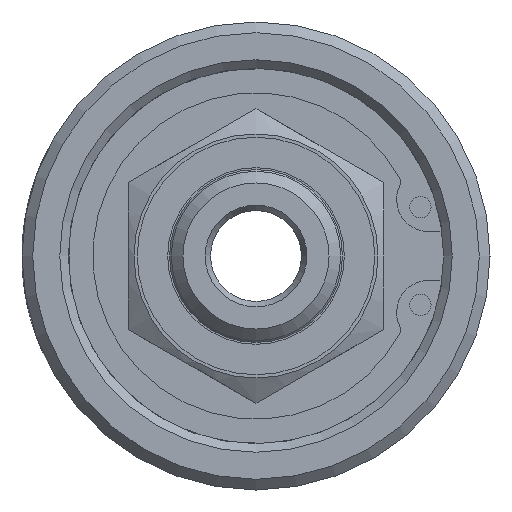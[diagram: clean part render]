
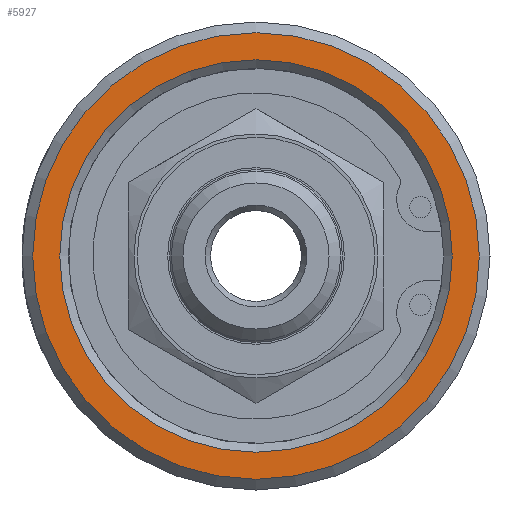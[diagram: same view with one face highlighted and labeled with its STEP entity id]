
A CAD part, left-side view. The second image highlights one B-rep face of the part: STEP entity #5927.
In plain terms, the highlighted planar face has unit normal (-1, 0, 0).
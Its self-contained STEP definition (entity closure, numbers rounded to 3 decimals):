
#1265=FACE_BOUND('',#1840,.T.);
#1326=PLANE('',#6386);
#1480=FACE_OUTER_BOUND('',#1839,.T.);
#1839=EDGE_LOOP('',(#4228));
#1840=EDGE_LOOP('',(#4229));
#2253=CIRCLE('',#6385,18.34);
#2254=CIRCLE('',#6387,20.87);
#2524=VERTEX_POINT('',#8415);
#2525=VERTEX_POINT('',#8419);
#3185=EDGE_CURVE('',#2524,#2524,#2253,.T.);
#3186=EDGE_CURVE('',#2525,#2525,#2254,.T.);
#4228=ORIENTED_EDGE('',*,*,#3186,.F.);
#4229=ORIENTED_EDGE('',*,*,#3185,.F.);
#5927=ADVANCED_FACE('',(#1480,#1265),#1326,.T.);
#6385=AXIS2_PLACEMENT_3D('',#8417,#7074,#7075);
#6386=AXIS2_PLACEMENT_3D('',#8418,#7076,#7077);
#6387=AXIS2_PLACEMENT_3D('',#8420,#7078,#7079);
#7074=DIRECTION('center_axis',(-1.,0.,0.));
#7075=DIRECTION('ref_axis',(0.,-1.,0.));
#7076=DIRECTION('center_axis',(-1.,0.,0.));
#7077=DIRECTION('ref_axis',(0.,0.,1.));
#7078=DIRECTION('center_axis',(1.,0.,0.));
#7079=DIRECTION('ref_axis',(0.,-1.,0.));
#8415=CARTESIAN_POINT('',(0.,18.34,0.));
#8417=CARTESIAN_POINT('Origin',(0.,0.,0.));
#8418=CARTESIAN_POINT('Origin',(0.,10.935,0.));
#8419=CARTESIAN_POINT('',(0.,20.87,0.));
#8420=CARTESIAN_POINT('Origin',(0.,0.,0.));
